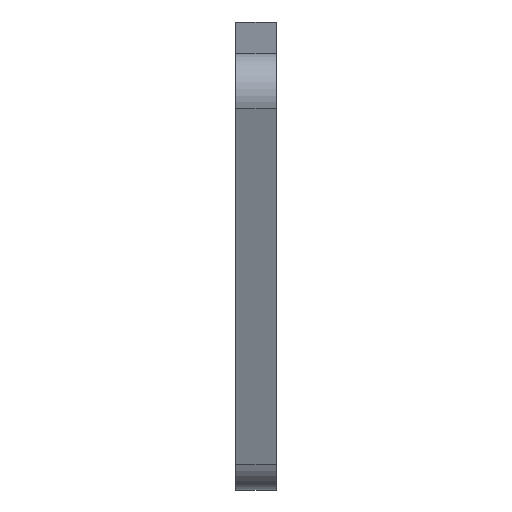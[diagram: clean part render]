
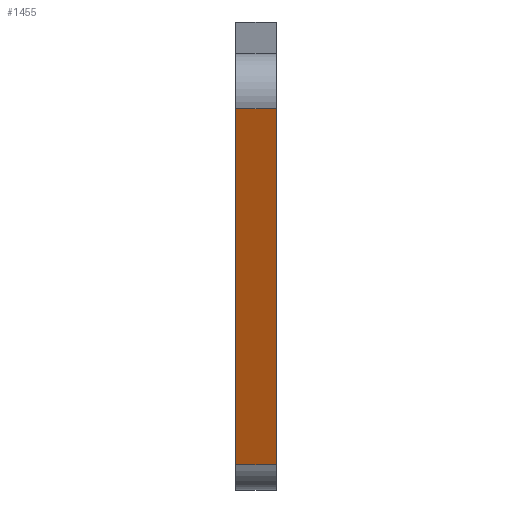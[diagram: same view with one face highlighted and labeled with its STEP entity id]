
A CAD part, left-side view. The second image highlights one B-rep face of the part: STEP entity #1455.
In plain terms, the highlighted planar face has unit normal (-0.929, 0, -0.371).
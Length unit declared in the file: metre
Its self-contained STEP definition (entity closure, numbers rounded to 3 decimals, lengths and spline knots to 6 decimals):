
#83=LINE('',#2344,#188);
#95=LINE('',#2443,#200);
#110=LINE('',#2544,#215);
#111=LINE('',#2546,#216);
#188=VECTOR('',#1837,1.);
#200=VECTOR('',#1925,1.);
#215=VECTOR('',#2020,1.);
#216=VECTOR('',#2023,1.);
#448=ORIENTED_EDGE('',*,*,#827,.T.);
#449=ORIENTED_EDGE('',*,*,#878,.F.);
#450=ORIENTED_EDGE('',*,*,#778,.F.);
#451=ORIENTED_EDGE('',*,*,#879,.T.);
#778=EDGE_CURVE('',#999,#1000,#83,.T.);
#827=EDGE_CURVE('',#1049,#1048,#95,.T.);
#878=EDGE_CURVE('',#1000,#1048,#110,.T.);
#879=EDGE_CURVE('',#999,#1049,#111,.T.);
#999=VERTEX_POINT('',#2343);
#1000=VERTEX_POINT('',#2345);
#1048=VERTEX_POINT('',#2442);
#1049=VERTEX_POINT('',#2444);
#1241=EDGE_LOOP('',(#448,#449,#450,#451));
#1350=FACE_BOUND('',#1241,.T.);
#1433=PLANE('',#1662);
#1455=ADVANCED_FACE('',(#1350),#1433,.T.);
#1662=AXIS2_PLACEMENT_3D('',#2545,#2021,#2022);
#1837=DIRECTION('',(0.371,0.,-0.929));
#1925=DIRECTION('',(0.371,0.,-0.929));
#2020=DIRECTION('',(0.,1.,0.));
#2021=DIRECTION('',(-0.929,0.,-0.371));
#2022=DIRECTION('',(-0.371,0.,0.929));
#2023=DIRECTION('',(0.,1.,0.));
#2343=CARTESIAN_POINT('',(-0.136194,0.123485,0.124645));
#2344=CARTESIAN_POINT('',(-0.12502,0.123485,0.09667));
#2345=CARTESIAN_POINT('',(-0.113847,0.123485,0.068695));
#2442=CARTESIAN_POINT('',(-0.113847,0.129835,0.068695));
#2443=CARTESIAN_POINT('',(-0.12502,0.129835,0.09667));
#2444=CARTESIAN_POINT('',(-0.136194,0.129835,0.124645));
#2544=CARTESIAN_POINT('',(-0.113847,0.123485,0.068695));
#2545=CARTESIAN_POINT('',(-0.12502,0.123485,0.09667));
#2546=CARTESIAN_POINT('',(-0.136194,0.123485,0.124645));
